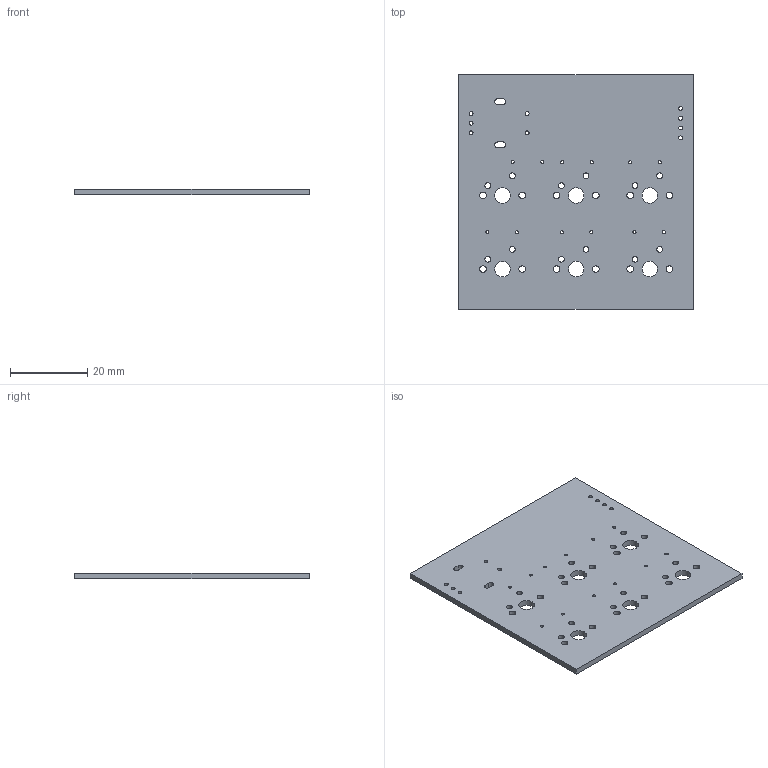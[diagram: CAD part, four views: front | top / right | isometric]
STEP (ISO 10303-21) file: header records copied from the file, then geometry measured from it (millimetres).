
FILE_DESCRIPTION(('KiCad electronic assembly'),'2;1');
FILE_NAME('pad.step','2025-07-27T21:56:59',('Pcbnew'),('Kicad'), 'Open CASCADE STEP processor 7.9','KiCad to STEP converter','Unknown' );
FILE_SCHEMA(('AUTOMOTIVE_DESIGN { 1 0 10303 214 1 1 1 1 }'));
Length unit declared in the file: millimetre
Products named in the file (2): pad 1; pad_PCB
Assembly tree (1 placements, depth 2):
  pad 1
    pad_PCB
Bounding box: 60.7 x 60.8 x 1.51 mm (x, y, z)
Volume: 5354.7 mm3; surface area: 7865.6 mm2
Topology: 1 solids, 1 shells, 65 faces, 189 edges, 126 vertices
Faces by surface type: cylinder 55, plane 10
Full cylindrical faces by diameter (mm): 0.8 x12, 1 x9, 1.5 x12, 1.7 x12, 4 x6
Entity records: 2462 total; most frequent: DIRECTION 433, CARTESIAN_POINT 382, ORIENTED_EDGE 378, EDGE_CURVE 189, AXIS2_PLACEMENT_3D 177, FACE_BOUND 171, EDGE_LOOP 171, VERTEX_POINT 126
